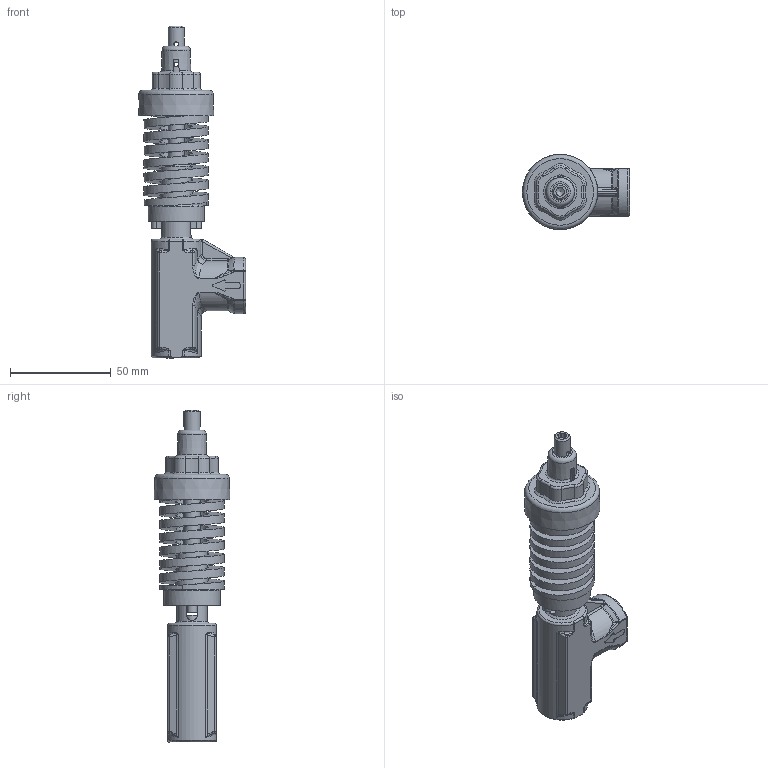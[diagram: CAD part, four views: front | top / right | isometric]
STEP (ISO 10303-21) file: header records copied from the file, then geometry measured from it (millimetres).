
FILE_DESCRIPTION(/* description */ ('Unknown'),/* implementation_level */ '2;1');
FILE_NAME(/* name */ '200230700',/* time_stamp */ '2021-11-24T10:52:53+01:00',/* author */ ('Unknown'),/* organization */ ('Unknown'),/* preprocessor_version */ 'ST-DEVELOPER v18.1',/* originating_system */ 'Solid Edge',/* authorisation */ 'Unknown');
FILE_SCHEMA (('AUTOMOTIVE_DESIGN {1 0 10303 214 3 1 1}'));
Length unit declared in the file: millimetre
Products named in the file (1): Part1
Bounding box: 53.25 x 37.5 x 165 mm (x, y, z)
Volume: 82294.5 mm3; surface area: 36223.1 mm2
Topology: 1 solids, 1 shells, 434 faces, 1067 edges, 593 vertices
Faces by surface type: cylinder 128, bspline 108, plane 103, cone 36, sphere 32, torus 27
Full cylindrical faces by diameter (mm): 2.2 x2, 8 x3, 11.82 x1, 14.95 x1, 15 x2, 16 x1, 16.1 x1, 20.9 x1, 25.2 x1, 28 x1
Entity records: 18598 total; most frequent: CARTESIAN_POINT 6431, ORIENTED_EDGE 1942, DIRECTION 1829, EDGE_CURVE 971, AXIS2_PLACEMENT_3D 760, VERTEX_POINT 577, FACE_BOUND 488, EDGE_LOOP 486
